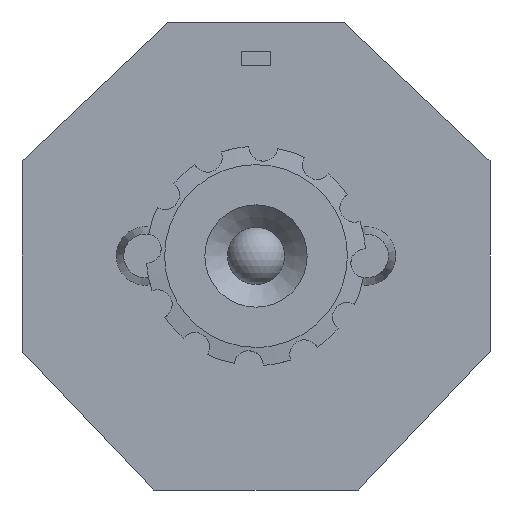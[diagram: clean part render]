
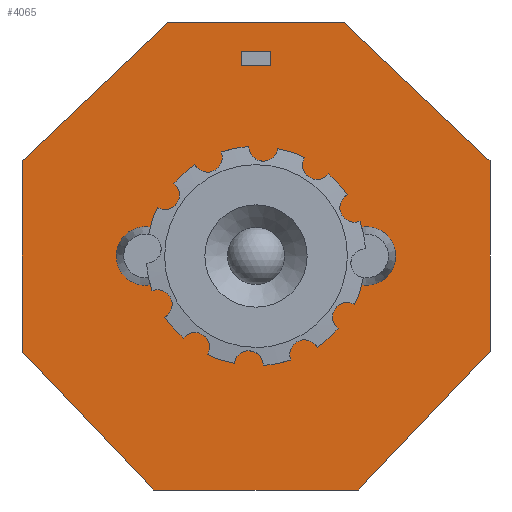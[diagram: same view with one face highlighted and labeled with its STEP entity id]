
A CAD part, front view. The second image highlights one B-rep face of the part: STEP entity #4065.
In plain terms, the highlighted planar face has unit normal (0, -1, 0).
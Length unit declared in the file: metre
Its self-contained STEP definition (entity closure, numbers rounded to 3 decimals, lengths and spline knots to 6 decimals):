
#166=PLANE('',#4429);
#893=ORIENTED_EDGE('',*,*,#1737,.T.);
#894=ORIENTED_EDGE('',*,*,#1741,.T.);
#895=ORIENTED_EDGE('',*,*,#1744,.F.);
#896=ORIENTED_EDGE('',*,*,#1747,.T.);
#897=ORIENTED_EDGE('',*,*,#1750,.F.);
#898=ORIENTED_EDGE('',*,*,#1753,.F.);
#899=ORIENTED_EDGE('',*,*,#1756,.T.);
#900=ORIENTED_EDGE('',*,*,#1758,.T.);
#1737=EDGE_CURVE('',#2220,#2219,#2607,.T.);
#1741=EDGE_CURVE('',#2219,#2222,#2611,.T.);
#1744=EDGE_CURVE('',#2224,#2222,#2614,.T.);
#1747=EDGE_CURVE('',#2224,#2226,#2617,.T.);
#1750=EDGE_CURVE('',#2228,#2226,#2620,.T.);
#1753=EDGE_CURVE('',#2230,#2228,#2623,.T.);
#1756=EDGE_CURVE('',#2230,#2232,#2626,.T.);
#1758=EDGE_CURVE('',#2232,#2220,#2628,.T.);
#2219=VERTEX_POINT('',#6415);
#2220=VERTEX_POINT('',#6417);
#2222=VERTEX_POINT('',#6423);
#2224=VERTEX_POINT('',#6429);
#2226=VERTEX_POINT('',#6435);
#2228=VERTEX_POINT('',#6441);
#2230=VERTEX_POINT('',#6447);
#2232=VERTEX_POINT('',#6453);
#2607=LINE('',#6416,#3079);
#2611=LINE('',#6424,#3083);
#2614=LINE('',#6430,#3086);
#2617=LINE('',#6436,#3089);
#2620=LINE('',#6442,#3092);
#2623=LINE('',#6448,#3095);
#2626=LINE('',#6454,#3098);
#2628=LINE('',#6457,#3100);
#3079=VECTOR('',#5058,1.);
#3083=VECTOR('',#5064,1.);
#3086=VECTOR('',#5069,1.);
#3089=VECTOR('',#5074,1.);
#3092=VECTOR('',#5079,1.);
#3095=VECTOR('',#5084,1.);
#3098=VECTOR('',#5089,1.);
#3100=VECTOR('',#5093,1.);
#3499=EDGE_LOOP('',(#893,#894,#895,#896,#897,#898,#899,#900));
#3773=FACE_BOUND('',#3499,.T.);
#4065=ADVANCED_FACE('',(#3773),#166,.T.);
#4429=AXIS2_PLACEMENT_3D('',#6458,#5094,#5095);
#5058=DIRECTION('',(-1.,0.,0.));
#5064=DIRECTION('',(-0.725,0.,-0.689));
#5069=DIRECTION('',(0.,0.,1.));
#5074=DIRECTION('',(0.688,0.,-0.726));
#5079=DIRECTION('',(-1.,0.,0.));
#5084=DIRECTION('',(-0.688,0.,-0.726));
#5089=DIRECTION('',(0.,0.,1.));
#5093=DIRECTION('',(-0.725,0.,0.689));
#5094=DIRECTION('',(0.,-1.,0.));
#5095=DIRECTION('',(-1.,0.,0.));
#6415=CARTESIAN_POINT('',(-0.0058,-0.0011,0.0161));
#6416=CARTESIAN_POINT('',(0.0002,-0.0011,0.0161));
#6417=CARTESIAN_POINT('',(0.0062,-0.0011,0.0161));
#6423=CARTESIAN_POINT('',(-0.0158,-0.0011,0.0066));
#6424=CARTESIAN_POINT('',(-0.0108,-0.0011,0.01135));
#6429=CARTESIAN_POINT('',(-0.0158,-0.0011,-0.0064));
#6430=CARTESIAN_POINT('',(-0.0158,-0.0011,0.0001));
#6435=CARTESIAN_POINT('',(-0.0068,-0.0011,-0.0159));
#6436=CARTESIAN_POINT('',(-0.0113,-0.0011,-0.01115));
#6441=CARTESIAN_POINT('',(0.0072,-0.0011,-0.0159));
#6442=CARTESIAN_POINT('',(0.0002,-0.0011,-0.0159));
#6447=CARTESIAN_POINT('',(0.0162,-0.0011,-0.0064));
#6448=CARTESIAN_POINT('',(0.0117,-0.0011,-0.01115));
#6453=CARTESIAN_POINT('',(0.0162,-0.0011,0.0066));
#6454=CARTESIAN_POINT('',(0.0162,-0.0011,0.0001));
#6457=CARTESIAN_POINT('',(0.0112,-0.0011,0.01135));
#6458=CARTESIAN_POINT('',(0.0002,-0.0011,0.0001));
